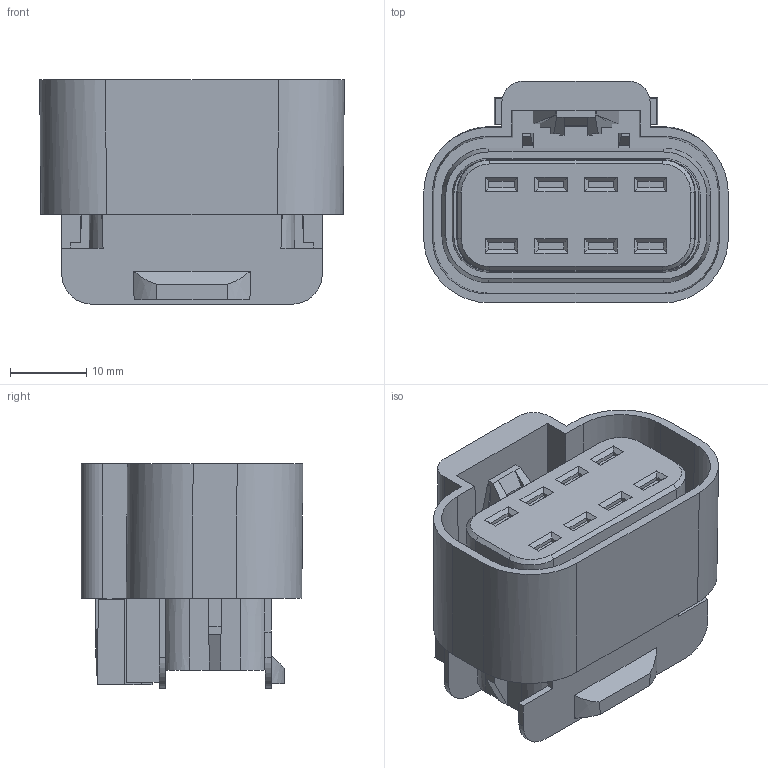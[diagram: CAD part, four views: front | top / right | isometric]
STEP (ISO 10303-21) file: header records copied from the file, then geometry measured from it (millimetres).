
FILE_DESCRIPTION(/* description */ (''),/* implementation_level */ '2;1');
FILE_NAME(/* name */ '15326906-ENV10_02-CONN.stp',/* time_stamp */ '2023-06-14T09:33:50+08:00',/* author */ (''),/* organization */ (''),/* preprocessor_version */ 'ST-DEVELOPER v16',/* originating_system */ 'SIEMENS PLM Software NX 11.0',/* authorisation */ '');
FILE_SCHEMA (('AUTOMOTIVE_DESIGN { 1 0 10303 214 3 1 1 1 }'));
Length unit declared in the file: millimetre
Products named in the file (1): 15326906-ENV10_02-CONN
Bounding box: 39.86 x 29.03 x 29.36 mm (x, y, z)
Volume: 17306 mm3; surface area: 9553 mm2
Topology: 1 solids, 1 shells, 321 faces, 871 edges, 565 vertices
Faces by surface type: plane 270, cone 34, cylinder 17
Entity records: 9987 total; most frequent: CARTESIAN_POINT 1806, ORIENTED_EDGE 1742, DIRECTION 1605, EDGE_CURVE 871, LINE 757, VECTOR 757, VERTEX_POINT 565, AXIS2_PLACEMENT_3D 424
